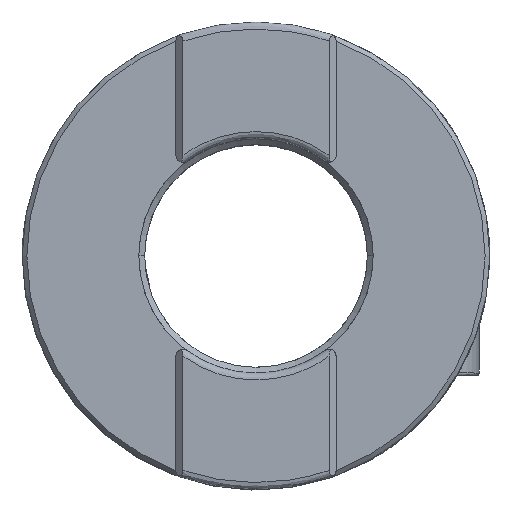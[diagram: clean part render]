
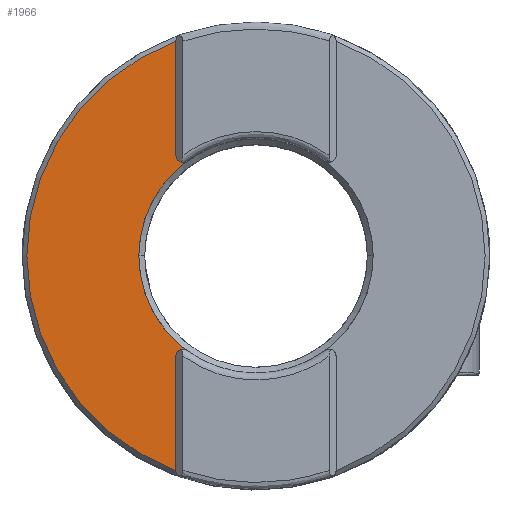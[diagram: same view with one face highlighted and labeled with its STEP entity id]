
A CAD part, top view. The second image highlights one B-rep face of the part: STEP entity #1966.
In plain terms, the highlighted planar face has unit normal (0, 0, 1).
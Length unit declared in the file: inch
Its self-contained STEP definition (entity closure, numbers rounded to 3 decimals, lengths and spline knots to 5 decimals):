
#67 = LINE ( 'NONE', #833, #366 ) ;
#86 = CIRCLE ( 'NONE', #2092, 0.01181 ) ;
#112 = DIRECTION ( 'NONE',  ( 1., 0., 0. ) ) ;
#237 = CARTESIAN_POINT ( 'NONE',  ( -0.13484, -0.3615, 0.31496 ) ) ;
#366 = VECTOR ( 'NONE', #909, 39.37008 ) ;
#370 = ORIENTED_EDGE ( 'NONE', *, *, #408, .T. ) ;
#408 = EDGE_CURVE ( 'NONE', #2967, #494, #3342, .T. ) ;
#494 = VERTEX_POINT ( 'NONE', #3037 ) ;
#592 = CIRCLE ( 'NONE', #3393, 0.19734 ) ;
#605 = VECTOR ( 'NONE', #892, 39.37008 ) ;
#617 = EDGE_CURVE ( 'NONE', #806, #2726, #67, .T. ) ;
#638 = DIRECTION ( 'NONE',  ( 0., 0., -1. ) ) ;
#806 = VERTEX_POINT ( 'NONE', #1569 ) ;
#833 = CARTESIAN_POINT ( 'NONE',  ( -0.13484, 0., 0.31496 ) ) ;
#892 = DIRECTION ( 'NONE',  ( 0., 1., 0. ) ) ;
#893 = AXIS2_PLACEMENT_3D ( 'NONE', #2221, #2966, #2746 ) ;
#903 = CIRCLE ( 'NONE', #2830, 0.01181 ) ;
#909 = DIRECTION ( 'NONE',  ( 0., 1., 0. ) ) ;
#981 = CARTESIAN_POINT ( 'NONE',  ( -0.12303, -0.16914, 0.31496 ) ) ;
#1024 = PLANE ( 'NONE',  #2710 ) ;
#1136 = VERTEX_POINT ( 'NONE', #3372 ) ;
#1143 = EDGE_CURVE ( 'NONE', #2889, #494, #903, .T. ) ;
#1261 = ORIENTED_EDGE ( 'NONE', *, *, #2954, .T. ) ;
#1481 = CARTESIAN_POINT ( 'NONE',  ( -0.13484, 0., 0.31496 ) ) ;
#1569 = CARTESIAN_POINT ( 'NONE',  ( -0.13484, 0.16914, 0.31496 ) ) ;
#1668 = ORIENTED_EDGE ( 'NONE', *, *, #2580, .F. ) ;
#1747 = CARTESIAN_POINT ( 'NONE',  ( -0.12303, 0.16914, 0.31496 ) ) ;
#1870 = AXIS2_PLACEMENT_3D ( 'NONE', #3332, #2986, #2749 ) ;
#1886 = FACE_OUTER_BOUND ( 'NONE', #2310, .T. ) ;
#1928 = ORIENTED_EDGE ( 'NONE', *, *, #617, .T. ) ;
#1966 = ADVANCED_FACE ( 'NONE', ( #1886 ), #1024, .T. ) ;
#2008 = DIRECTION ( 'NONE',  ( 1., 0., 0. ) ) ;
#2092 = AXIS2_PLACEMENT_3D ( 'NONE', #1747, #2526, #2008 ) ;
#2167 = DIRECTION ( 'NONE',  ( 1., 0., 0. ) ) ;
#2221 = CARTESIAN_POINT ( 'NONE',  ( 0., 0., 0.31496 ) ) ;
#2254 = CARTESIAN_POINT ( 'NONE',  ( 0., 0., 0.31496 ) ) ;
#2310 = EDGE_LOOP ( 'NONE', ( #1668, #370, #3006, #1261, #2533, #3544, #1928 ) ) ;
#2374 = CARTESIAN_POINT ( 'NONE',  ( -0.11608, -0.15959, 0.31496 ) ) ;
#2393 = VERTEX_POINT ( 'NONE', #2578 ) ;
#2429 = CIRCLE ( 'NONE', #893, 0.19734 ) ;
#2526 = DIRECTION ( 'NONE',  ( 0., 0., 1. ) ) ;
#2533 = ORIENTED_EDGE ( 'NONE', *, *, #3133, .T. ) ;
#2576 = DIRECTION ( 'NONE',  ( 0., 0., 1. ) ) ;
#2578 = CARTESIAN_POINT ( 'NONE',  ( -0.11608, 0.15959, 0.31496 ) ) ;
#2580 = EDGE_CURVE ( 'NONE', #2967, #2726, #3430, .T. ) ;
#2710 = AXIS2_PLACEMENT_3D ( 'NONE', #2932, #2972, #2167 ) ;
#2726 = VERTEX_POINT ( 'NONE', #2817 ) ;
#2746 = DIRECTION ( 'NONE',  ( 1., 0., 0. ) ) ;
#2749 = DIRECTION ( 'NONE',  ( 0., 1., 0. ) ) ;
#2811 = DIRECTION ( 'NONE',  ( 1., 0., 0. ) ) ;
#2817 = CARTESIAN_POINT ( 'NONE',  ( -0.13484, 0.3615, 0.31496 ) ) ;
#2830 = AXIS2_PLACEMENT_3D ( 'NONE', #981, #2576, #112 ) ;
#2889 = VERTEX_POINT ( 'NONE', #2374 ) ;
#2932 = CARTESIAN_POINT ( 'NONE',  ( 0., 0., 0.31496 ) ) ;
#2954 = EDGE_CURVE ( 'NONE', #2889, #1136, #2429, .T. ) ;
#2966 = DIRECTION ( 'NONE',  ( 0., 0., -1. ) ) ;
#2967 = VERTEX_POINT ( 'NONE', #237 ) ;
#2972 = DIRECTION ( 'NONE',  ( 0., 0., 1. ) ) ;
#2986 = DIRECTION ( 'NONE',  ( 0., 0., -1. ) ) ;
#3006 = ORIENTED_EDGE ( 'NONE', *, *, #1143, .F. ) ;
#3037 = CARTESIAN_POINT ( 'NONE',  ( -0.13484, -0.16914, 0.31496 ) ) ;
#3049 = EDGE_CURVE ( 'NONE', #806, #2393, #86, .T. ) ;
#3133 = EDGE_CURVE ( 'NONE', #1136, #2393, #592, .T. ) ;
#3332 = CARTESIAN_POINT ( 'NONE',  ( 0., 0., 0.31496 ) ) ;
#3342 = LINE ( 'NONE', #1481, #605 ) ;
#3372 = CARTESIAN_POINT ( 'NONE',  ( -0.19734, 0., 0.31496 ) ) ;
#3393 = AXIS2_PLACEMENT_3D ( 'NONE', #2254, #638, #2811 ) ;
#3430 = CIRCLE ( 'NONE', #1870, 0.38583 ) ;
#3544 = ORIENTED_EDGE ( 'NONE', *, *, #3049, .F. ) ;
